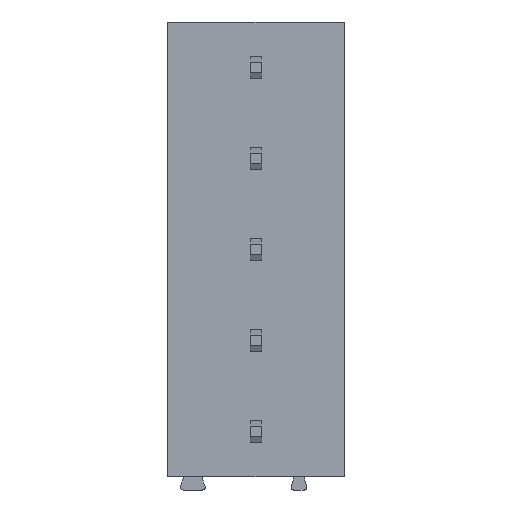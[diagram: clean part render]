
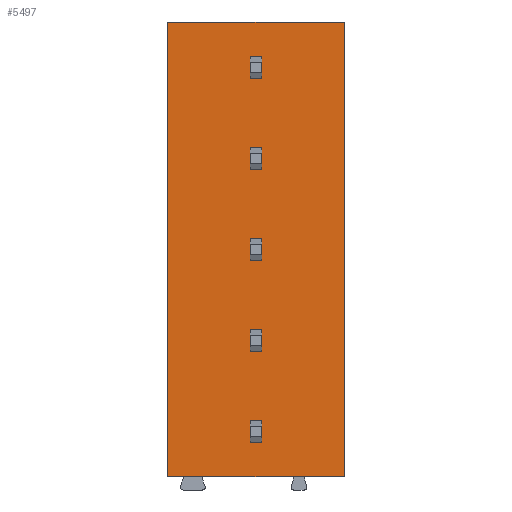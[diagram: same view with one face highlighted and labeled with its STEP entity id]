
A CAD part, front view. The second image highlights one B-rep face of the part: STEP entity #5497.
In plain terms, the highlighted planar face has unit normal (0, -1, 0).
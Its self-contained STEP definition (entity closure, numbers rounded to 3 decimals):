
#45=DIRECTION('',(1.,0.,0.));
#46=VECTOR('',#45,7.4);
#47=CARTESIAN_POINT('',(-3.7,-4.8,-17.145));
#48=LINE('',#47,#46);
#1503=DIRECTION('',(1.,0.,0.));
#1504=VECTOR('',#1503,7.4);
#1505=CARTESIAN_POINT('',(-3.7,-4.8,1.905));
#1506=LINE('',#1505,#1504);
#1581=DIRECTION('',(0.,0.,1.));
#1582=VECTOR('',#1581,19.05);
#1583=CARTESIAN_POINT('',(3.7,-4.8,-17.145));
#1584=LINE('',#1583,#1582);
#1665=DIRECTION('',(0.,0.,1.));
#1666=VECTOR('',#1665,19.05);
#1667=CARTESIAN_POINT('',(-3.7,-4.8,-17.145));
#1668=LINE('',#1667,#1666);
#1669=DIRECTION('',(0.,0.,-1.));
#1670=VECTOR('',#1669,0.9);
#1671=CARTESIAN_POINT('',(-0.25,-4.8,0.45));
#1672=LINE('',#1671,#1670);
#1673=DIRECTION('',(1.,0.,0.));
#1674=VECTOR('',#1673,0.5);
#1675=CARTESIAN_POINT('',(-0.25,-4.8,-0.45));
#1676=LINE('',#1675,#1674);
#1677=DIRECTION('',(0.,0.,-1.));
#1678=VECTOR('',#1677,0.9);
#1679=CARTESIAN_POINT('',(0.25,-4.8,0.45));
#1680=LINE('',#1679,#1678);
#1681=DIRECTION('',(1.,0.,0.));
#1682=VECTOR('',#1681,0.5);
#1683=CARTESIAN_POINT('',(-0.25,-4.8,0.45));
#1684=LINE('',#1683,#1682);
#1685=DIRECTION('',(0.,0.,-1.));
#1686=VECTOR('',#1685,0.9);
#1687=CARTESIAN_POINT('',(-0.25,-4.8,-3.36));
#1688=LINE('',#1687,#1686);
#1689=DIRECTION('',(1.,0.,0.));
#1690=VECTOR('',#1689,0.5);
#1691=CARTESIAN_POINT('',(-0.25,-4.8,-4.26));
#1692=LINE('',#1691,#1690);
#1693=DIRECTION('',(0.,0.,-1.));
#1694=VECTOR('',#1693,0.9);
#1695=CARTESIAN_POINT('',(0.25,-4.8,-3.36));
#1696=LINE('',#1695,#1694);
#1697=DIRECTION('',(1.,0.,0.));
#1698=VECTOR('',#1697,0.5);
#1699=CARTESIAN_POINT('',(-0.25,-4.8,-3.36));
#1700=LINE('',#1699,#1698);
#1701=DIRECTION('',(0.,0.,-1.));
#1702=VECTOR('',#1701,0.9);
#1703=CARTESIAN_POINT('',(-0.25,-4.8,-7.17));
#1704=LINE('',#1703,#1702);
#1705=DIRECTION('',(1.,0.,0.));
#1706=VECTOR('',#1705,0.5);
#1707=CARTESIAN_POINT('',(-0.25,-4.8,-8.07));
#1708=LINE('',#1707,#1706);
#1709=DIRECTION('',(0.,0.,-1.));
#1710=VECTOR('',#1709,0.9);
#1711=CARTESIAN_POINT('',(0.25,-4.8,-7.17));
#1712=LINE('',#1711,#1710);
#1713=DIRECTION('',(1.,0.,0.));
#1714=VECTOR('',#1713,0.5);
#1715=CARTESIAN_POINT('',(-0.25,-4.8,-7.17));
#1716=LINE('',#1715,#1714);
#1717=DIRECTION('',(0.,0.,-1.));
#1718=VECTOR('',#1717,0.9);
#1719=CARTESIAN_POINT('',(-0.25,-4.8,-10.98));
#1720=LINE('',#1719,#1718);
#1721=DIRECTION('',(1.,0.,0.));
#1722=VECTOR('',#1721,0.5);
#1723=CARTESIAN_POINT('',(-0.25,-4.8,-11.88));
#1724=LINE('',#1723,#1722);
#1725=DIRECTION('',(0.,0.,-1.));
#1726=VECTOR('',#1725,0.9);
#1727=CARTESIAN_POINT('',(0.25,-4.8,-10.98));
#1728=LINE('',#1727,#1726);
#1729=DIRECTION('',(1.,0.,0.));
#1730=VECTOR('',#1729,0.5);
#1731=CARTESIAN_POINT('',(-0.25,-4.8,-10.98));
#1732=LINE('',#1731,#1730);
#1733=DIRECTION('',(0.,0.,-1.));
#1734=VECTOR('',#1733,0.9);
#1735=CARTESIAN_POINT('',(-0.25,-4.8,-14.79));
#1736=LINE('',#1735,#1734);
#1737=DIRECTION('',(1.,0.,0.));
#1738=VECTOR('',#1737,0.5);
#1739=CARTESIAN_POINT('',(-0.25,-4.8,-15.69));
#1740=LINE('',#1739,#1738);
#1741=DIRECTION('',(0.,0.,-1.));
#1742=VECTOR('',#1741,0.9);
#1743=CARTESIAN_POINT('',(0.25,-4.8,-14.79));
#1744=LINE('',#1743,#1742);
#1745=DIRECTION('',(1.,0.,0.));
#1746=VECTOR('',#1745,0.5);
#1747=CARTESIAN_POINT('',(-0.25,-4.8,-14.79));
#1748=LINE('',#1747,#1746);
#2534=CARTESIAN_POINT('',(-3.7,-4.8,-17.145));
#2536=VERTEX_POINT('',#2534);
#2537=CARTESIAN_POINT('',(3.7,-4.8,-17.145));
#2538=VERTEX_POINT('',#2537);
#2546=CARTESIAN_POINT('',(-3.7,-4.8,1.905));
#2548=VERTEX_POINT('',#2546);
#2549=CARTESIAN_POINT('',(3.7,-4.8,1.905));
#2550=VERTEX_POINT('',#2549);
#3171=CARTESIAN_POINT('',(-0.25,-4.8,0.45));
#3172=CARTESIAN_POINT('',(-0.25,-4.8,-0.45));
#3173=VERTEX_POINT('',#3171);
#3174=VERTEX_POINT('',#3172);
#3175=CARTESIAN_POINT('',(0.25,-4.8,0.45));
#3176=CARTESIAN_POINT('',(0.25,-4.8,-0.45));
#3177=VERTEX_POINT('',#3175);
#3178=VERTEX_POINT('',#3176);
#3195=CARTESIAN_POINT('',(-0.25,-4.8,-3.36));
#3196=CARTESIAN_POINT('',(-0.25,-4.8,-4.26));
#3197=VERTEX_POINT('',#3195);
#3198=VERTEX_POINT('',#3196);
#3199=CARTESIAN_POINT('',(0.25,-4.8,-3.36));
#3200=CARTESIAN_POINT('',(0.25,-4.8,-4.26));
#3201=VERTEX_POINT('',#3199);
#3202=VERTEX_POINT('',#3200);
#3219=CARTESIAN_POINT('',(-0.25,-4.8,-7.17));
#3220=CARTESIAN_POINT('',(-0.25,-4.8,-8.07));
#3221=VERTEX_POINT('',#3219);
#3222=VERTEX_POINT('',#3220);
#3223=CARTESIAN_POINT('',(0.25,-4.8,-7.17));
#3224=CARTESIAN_POINT('',(0.25,-4.8,-8.07));
#3225=VERTEX_POINT('',#3223);
#3226=VERTEX_POINT('',#3224);
#3243=CARTESIAN_POINT('',(-0.25,-4.8,-10.98));
#3244=CARTESIAN_POINT('',(-0.25,-4.8,-11.88));
#3245=VERTEX_POINT('',#3243);
#3246=VERTEX_POINT('',#3244);
#3247=CARTESIAN_POINT('',(0.25,-4.8,-10.98));
#3248=CARTESIAN_POINT('',(0.25,-4.8,-11.88));
#3249=VERTEX_POINT('',#3247);
#3250=VERTEX_POINT('',#3248);
#3267=CARTESIAN_POINT('',(-0.25,-4.8,-14.79));
#3268=CARTESIAN_POINT('',(-0.25,-4.8,-15.69));
#3269=VERTEX_POINT('',#3267);
#3270=VERTEX_POINT('',#3268);
#3271=CARTESIAN_POINT('',(0.25,-4.8,-14.79));
#3272=CARTESIAN_POINT('',(0.25,-4.8,-15.69));
#3273=VERTEX_POINT('',#3271);
#3274=VERTEX_POINT('',#3272);
#5436=CARTESIAN_POINT('',(-3.7,-4.8,-17.145));
#5437=DIRECTION('',(0.,-1.,0.));
#5438=DIRECTION('',(1.,0.,0.));
#5439=AXIS2_PLACEMENT_3D('',#5436,#5437,#5438);
#5440=PLANE('',#5439);
#5441=ORIENTED_EDGE('',*,*,#3298,.F.);
#5442=ORIENTED_EDGE('',*,*,#5082,.T.);
#5443=ORIENTED_EDGE('',*,*,#5250,.T.);
#5444=ORIENTED_EDGE('',*,*,#5379,.F.);
#5445=EDGE_LOOP('',(#5441,#5442,#5443,#5444));
#5446=FACE_OUTER_BOUND('',#5445,.F.);
#5448=ORIENTED_EDGE('',*,*,#5447,.T.);
#5450=ORIENTED_EDGE('',*,*,#5449,.T.);
#5452=ORIENTED_EDGE('',*,*,#5451,.F.);
#5454=ORIENTED_EDGE('',*,*,#5453,.F.);
#5455=EDGE_LOOP('',(#5448,#5450,#5452,#5454));
#5456=FACE_BOUND('',#5455,.F.);
#5458=ORIENTED_EDGE('',*,*,#5457,.T.);
#5460=ORIENTED_EDGE('',*,*,#5459,.T.);
#5462=ORIENTED_EDGE('',*,*,#5461,.F.);
#5464=ORIENTED_EDGE('',*,*,#5463,.F.);
#5465=EDGE_LOOP('',(#5458,#5460,#5462,#5464));
#5466=FACE_BOUND('',#5465,.F.);
#5468=ORIENTED_EDGE('',*,*,#5467,.T.);
#5470=ORIENTED_EDGE('',*,*,#5469,.T.);
#5472=ORIENTED_EDGE('',*,*,#5471,.F.);
#5474=ORIENTED_EDGE('',*,*,#5473,.F.);
#5475=EDGE_LOOP('',(#5468,#5470,#5472,#5474));
#5476=FACE_BOUND('',#5475,.F.);
#5478=ORIENTED_EDGE('',*,*,#5477,.T.);
#5480=ORIENTED_EDGE('',*,*,#5479,.T.);
#5482=ORIENTED_EDGE('',*,*,#5481,.F.);
#5484=ORIENTED_EDGE('',*,*,#5483,.F.);
#5485=EDGE_LOOP('',(#5478,#5480,#5482,#5484));
#5486=FACE_BOUND('',#5485,.F.);
#5488=ORIENTED_EDGE('',*,*,#5487,.T.);
#5490=ORIENTED_EDGE('',*,*,#5489,.T.);
#5492=ORIENTED_EDGE('',*,*,#5491,.F.);
#5494=ORIENTED_EDGE('',*,*,#5493,.F.);
#5495=EDGE_LOOP('',(#5488,#5490,#5492,#5494));
#5496=FACE_BOUND('',#5495,.F.);
#3298=EDGE_CURVE('',#2536,#2538,#48,.T.);
#5082=EDGE_CURVE('',#2536,#2548,#1668,.T.);
#5250=EDGE_CURVE('',#2548,#2550,#1506,.T.);
#5379=EDGE_CURVE('',#2538,#2550,#1584,.T.);
#5447=EDGE_CURVE('',#3173,#3174,#1672,.T.);
#5449=EDGE_CURVE('',#3174,#3178,#1676,.T.);
#5451=EDGE_CURVE('',#3177,#3178,#1680,.T.);
#5453=EDGE_CURVE('',#3173,#3177,#1684,.T.);
#5457=EDGE_CURVE('',#3197,#3198,#1688,.T.);
#5459=EDGE_CURVE('',#3198,#3202,#1692,.T.);
#5461=EDGE_CURVE('',#3201,#3202,#1696,.T.);
#5463=EDGE_CURVE('',#3197,#3201,#1700,.T.);
#5467=EDGE_CURVE('',#3221,#3222,#1704,.T.);
#5469=EDGE_CURVE('',#3222,#3226,#1708,.T.);
#5471=EDGE_CURVE('',#3225,#3226,#1712,.T.);
#5473=EDGE_CURVE('',#3221,#3225,#1716,.T.);
#5477=EDGE_CURVE('',#3245,#3246,#1720,.T.);
#5479=EDGE_CURVE('',#3246,#3250,#1724,.T.);
#5481=EDGE_CURVE('',#3249,#3250,#1728,.T.);
#5483=EDGE_CURVE('',#3245,#3249,#1732,.T.);
#5487=EDGE_CURVE('',#3269,#3270,#1736,.T.);
#5489=EDGE_CURVE('',#3270,#3274,#1740,.T.);
#5491=EDGE_CURVE('',#3273,#3274,#1744,.T.);
#5493=EDGE_CURVE('',#3269,#3273,#1748,.T.);
#5497=ADVANCED_FACE('',(#5446,#5456,#5466,#5476,#5486,#5496),#5440,.T.);
